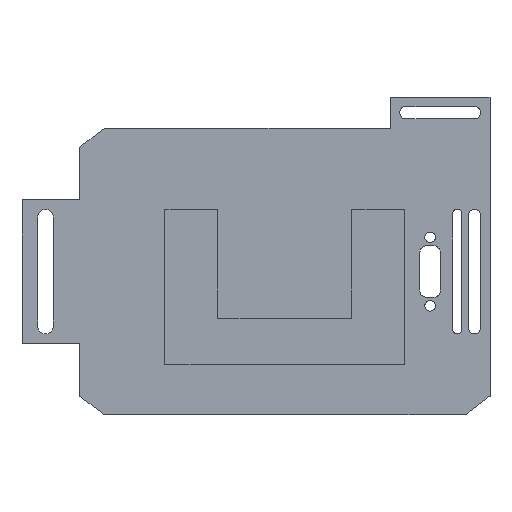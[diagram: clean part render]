
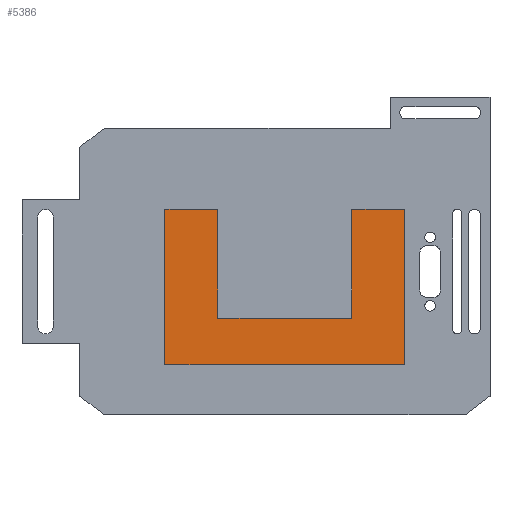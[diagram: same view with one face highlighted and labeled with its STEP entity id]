
A CAD part, top view. The second image highlights one B-rep face of the part: STEP entity #5386.
In plain terms, the highlighted planar face has unit normal (0, 0, 1).
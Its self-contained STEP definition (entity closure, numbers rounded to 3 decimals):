
#4526 = PLANE('',#4527);
#4527 = AXIS2_PLACEMENT_3D('',#4528,#4529,#4530);
#4528 = CARTESIAN_POINT('',(-38.5,-30.,3.));
#4529 = DIRECTION('',(-1.,0.,0.));
#4530 = DIRECTION('',(0.,1.,0.));
#4554 = PLANE('',#4555);
#4555 = AXIS2_PLACEMENT_3D('',#4556,#4557,#4558);
#4556 = CARTESIAN_POINT('',(38.5,-30.,3.));
#4557 = DIRECTION('',(0.,-1.,0.));
#4558 = DIRECTION('',(-1.,0.,0.));
#4582 = PLANE('',#4583);
#4583 = AXIS2_PLACEMENT_3D('',#4584,#4585,#4586);
#4584 = CARTESIAN_POINT('',(38.5,20.,3.));
#4585 = DIRECTION('',(1.,0.,0.));
#4586 = DIRECTION('',(0.,-1.,0.));
#4610 = PLANE('',#4611);
#4611 = AXIS2_PLACEMENT_3D('',#4612,#4613,#4614);
#4612 = CARTESIAN_POINT('',(-38.5,20.,3.));
#4613 = DIRECTION('',(0.,1.,0.));
#4614 = DIRECTION('',(1.,0.,0.));
#4720 = PLANE('',#4721);
#4721 = AXIS2_PLACEMENT_3D('',#4722,#4723,#4724);
#4722 = CARTESIAN_POINT('',(-38.5,20.,3.));
#4723 = DIRECTION('',(0.,1.,0.));
#4724 = DIRECTION('',(1.,0.,0.));
#4844 = VERTEX_POINT('',#4845);
#4845 = CARTESIAN_POINT('',(21.5,20.,5.));
#4859 = PLANE('',#4860);
#4860 = AXIS2_PLACEMENT_3D('',#4861,#4862,#4863);
#4861 = CARTESIAN_POINT('',(21.5,0.,4.5));
#4862 = DIRECTION('',(-1.,-0.,-0.));
#4863 = DIRECTION('',(0.,0.,-1.));
#4871 = EDGE_CURVE('',#4844,#4872,#4874,.T.);
#4872 = VERTEX_POINT('',#4873);
#4873 = CARTESIAN_POINT('',(38.5,20.,5.));
#4874 = SURFACE_CURVE('',#4875,(#4879,#4886),.PCURVE_S1.);
#4875 = LINE('',#4876,#4877);
#4876 = CARTESIAN_POINT('',(-38.5,20.,5.));
#4877 = VECTOR('',#4878,1.);
#4878 = DIRECTION('',(1.,0.,0.));
#4879 = PCURVE('',#4610,#4880);
#4880 = DEFINITIONAL_REPRESENTATION('',(#4881),#4885);
#4881 = LINE('',#4882,#4883);
#4882 = CARTESIAN_POINT('',(0.,-2.));
#4883 = VECTOR('',#4884,1.);
#4884 = DIRECTION('',(1.,0.));
#4885 = ( GEOMETRIC_REPRESENTATION_CONTEXT(2) 
PARAMETRIC_REPRESENTATION_CONTEXT() REPRESENTATION_CONTEXT('2D SPACE',''
  ) );
#4886 = PCURVE('',#4887,#4892);
#4887 = PLANE('',#4888);
#4888 = AXIS2_PLACEMENT_3D('',#4889,#4890,#4891);
#4889 = CARTESIAN_POINT('',(0.,-5.,5.));
#4890 = DIRECTION('',(-0.,-0.,-1.));
#4891 = DIRECTION('',(-1.,0.,0.));
#4892 = DEFINITIONAL_REPRESENTATION('',(#4893),#4897);
#4893 = LINE('',#4894,#4895);
#4894 = CARTESIAN_POINT('',(38.5,25.));
#4895 = VECTOR('',#4896,1.);
#4896 = DIRECTION('',(-1.,0.));
#4897 = ( GEOMETRIC_REPRESENTATION_CONTEXT(2) 
PARAMETRIC_REPRESENTATION_CONTEXT() REPRESENTATION_CONTEXT('2D SPACE',''
  ) );
#4924 = EDGE_CURVE('',#4872,#4925,#4927,.T.);
#4925 = VERTEX_POINT('',#4926);
#4926 = CARTESIAN_POINT('',(38.5,-30.,5.));
#4927 = SURFACE_CURVE('',#4928,(#4932,#4939),.PCURVE_S1.);
#4928 = LINE('',#4929,#4930);
#4929 = CARTESIAN_POINT('',(38.5,20.,5.));
#4930 = VECTOR('',#4931,1.);
#4931 = DIRECTION('',(0.,-1.,0.));
#4932 = PCURVE('',#4582,#4933);
#4933 = DEFINITIONAL_REPRESENTATION('',(#4934),#4938);
#4934 = LINE('',#4935,#4936);
#4935 = CARTESIAN_POINT('',(0.,-2.));
#4936 = VECTOR('',#4937,1.);
#4937 = DIRECTION('',(1.,0.));
#4938 = ( GEOMETRIC_REPRESENTATION_CONTEXT(2) 
PARAMETRIC_REPRESENTATION_CONTEXT() REPRESENTATION_CONTEXT('2D SPACE',''
  ) );
#4939 = PCURVE('',#4887,#4940);
#4940 = DEFINITIONAL_REPRESENTATION('',(#4941),#4945);
#4941 = LINE('',#4942,#4943);
#4942 = CARTESIAN_POINT('',(-38.5,25.));
#4943 = VECTOR('',#4944,1.);
#4944 = DIRECTION('',(0.,-1.));
#4945 = ( GEOMETRIC_REPRESENTATION_CONTEXT(2) 
PARAMETRIC_REPRESENTATION_CONTEXT() REPRESENTATION_CONTEXT('2D SPACE',''
  ) );
#4973 = EDGE_CURVE('',#4925,#4974,#4976,.T.);
#4974 = VERTEX_POINT('',#4975);
#4975 = CARTESIAN_POINT('',(-38.5,-30.,5.));
#4976 = SURFACE_CURVE('',#4977,(#4981,#4988),.PCURVE_S1.);
#4977 = LINE('',#4978,#4979);
#4978 = CARTESIAN_POINT('',(38.5,-30.,5.));
#4979 = VECTOR('',#4980,1.);
#4980 = DIRECTION('',(-1.,0.,0.));
#4981 = PCURVE('',#4554,#4982);
#4982 = DEFINITIONAL_REPRESENTATION('',(#4983),#4987);
#4983 = LINE('',#4984,#4985);
#4984 = CARTESIAN_POINT('',(0.,-2.));
#4985 = VECTOR('',#4986,1.);
#4986 = DIRECTION('',(1.,0.));
#4987 = ( GEOMETRIC_REPRESENTATION_CONTEXT(2) 
PARAMETRIC_REPRESENTATION_CONTEXT() REPRESENTATION_CONTEXT('2D SPACE',''
  ) );
#4988 = PCURVE('',#4887,#4989);
#4989 = DEFINITIONAL_REPRESENTATION('',(#4990),#4994);
#4990 = LINE('',#4991,#4992);
#4991 = CARTESIAN_POINT('',(-38.5,-25.));
#4992 = VECTOR('',#4993,1.);
#4993 = DIRECTION('',(1.,0.));
#4994 = ( GEOMETRIC_REPRESENTATION_CONTEXT(2) 
PARAMETRIC_REPRESENTATION_CONTEXT() REPRESENTATION_CONTEXT('2D SPACE',''
  ) );
#5022 = EDGE_CURVE('',#4974,#5023,#5025,.T.);
#5023 = VERTEX_POINT('',#5024);
#5024 = CARTESIAN_POINT('',(-38.5,20.,5.));
#5025 = SURFACE_CURVE('',#5026,(#5030,#5037),.PCURVE_S1.);
#5026 = LINE('',#5027,#5028);
#5027 = CARTESIAN_POINT('',(-38.5,-30.,5.));
#5028 = VECTOR('',#5029,1.);
#5029 = DIRECTION('',(0.,1.,0.));
#5030 = PCURVE('',#4526,#5031);
#5031 = DEFINITIONAL_REPRESENTATION('',(#5032),#5036);
#5032 = LINE('',#5033,#5034);
#5033 = CARTESIAN_POINT('',(0.,-2.));
#5034 = VECTOR('',#5035,1.);
#5035 = DIRECTION('',(1.,0.));
#5036 = ( GEOMETRIC_REPRESENTATION_CONTEXT(2) 
PARAMETRIC_REPRESENTATION_CONTEXT() REPRESENTATION_CONTEXT('2D SPACE',''
  ) );
#5037 = PCURVE('',#4887,#5038);
#5038 = DEFINITIONAL_REPRESENTATION('',(#5039),#5043);
#5039 = LINE('',#5040,#5041);
#5040 = CARTESIAN_POINT('',(38.5,-25.));
#5041 = VECTOR('',#5042,1.);
#5042 = DIRECTION('',(0.,1.));
#5043 = ( GEOMETRIC_REPRESENTATION_CONTEXT(2) 
PARAMETRIC_REPRESENTATION_CONTEXT() REPRESENTATION_CONTEXT('2D SPACE',''
  ) );
#5072 = EDGE_CURVE('',#5023,#5073,#5075,.T.);
#5073 = VERTEX_POINT('',#5074);
#5074 = CARTESIAN_POINT('',(-21.5,20.,5.));
#5075 = SURFACE_CURVE('',#5076,(#5080,#5087),.PCURVE_S1.);
#5076 = LINE('',#5077,#5078);
#5077 = CARTESIAN_POINT('',(-38.5,20.,5.));
#5078 = VECTOR('',#5079,1.);
#5079 = DIRECTION('',(1.,0.,0.));
#5080 = PCURVE('',#4720,#5081);
#5081 = DEFINITIONAL_REPRESENTATION('',(#5082),#5086);
#5082 = LINE('',#5083,#5084);
#5083 = CARTESIAN_POINT('',(0.,-2.));
#5084 = VECTOR('',#5085,1.);
#5085 = DIRECTION('',(1.,0.));
#5086 = ( GEOMETRIC_REPRESENTATION_CONTEXT(2) 
PARAMETRIC_REPRESENTATION_CONTEXT() REPRESENTATION_CONTEXT('2D SPACE',''
  ) );
#5087 = PCURVE('',#4887,#5088);
#5088 = DEFINITIONAL_REPRESENTATION('',(#5089),#5093);
#5089 = LINE('',#5090,#5091);
#5090 = CARTESIAN_POINT('',(38.5,25.));
#5091 = VECTOR('',#5092,1.);
#5092 = DIRECTION('',(-1.,0.));
#5093 = ( GEOMETRIC_REPRESENTATION_CONTEXT(2) 
PARAMETRIC_REPRESENTATION_CONTEXT() REPRESENTATION_CONTEXT('2D SPACE',''
  ) );
#5111 = PLANE('',#5112);
#5112 = AXIS2_PLACEMENT_3D('',#5113,#5114,#5115);
#5113 = CARTESIAN_POINT('',(-21.5,0.,4.5));
#5114 = DIRECTION('',(1.,0.,0.));
#5115 = DIRECTION('',(0.,0.,1.));
#5259 = PLANE('',#5260);
#5260 = AXIS2_PLACEMENT_3D('',#5261,#5262,#5263);
#5261 = CARTESIAN_POINT('',(0.,-15.,4.5));
#5262 = DIRECTION('',(-0.,-1.,-0.));
#5263 = DIRECTION('',(0.,0.,-1.));
#5342 = EDGE_CURVE('',#5073,#5343,#5345,.T.);
#5343 = VERTEX_POINT('',#5344);
#5344 = CARTESIAN_POINT('',(-21.5,-15.,5.));
#5345 = SURFACE_CURVE('',#5346,(#5350,#5357),.PCURVE_S1.);
#5346 = LINE('',#5347,#5348);
#5347 = CARTESIAN_POINT('',(-21.5,20.,5.));
#5348 = VECTOR('',#5349,1.);
#5349 = DIRECTION('',(0.,-1.,0.));
#5350 = PCURVE('',#5111,#5351);
#5351 = DEFINITIONAL_REPRESENTATION('',(#5352),#5356);
#5352 = LINE('',#5353,#5354);
#5353 = CARTESIAN_POINT('',(0.5,-20.));
#5354 = VECTOR('',#5355,1.);
#5355 = DIRECTION('',(0.,1.));
#5356 = ( GEOMETRIC_REPRESENTATION_CONTEXT(2) 
PARAMETRIC_REPRESENTATION_CONTEXT() REPRESENTATION_CONTEXT('2D SPACE',''
  ) );
#5357 = PCURVE('',#4887,#5358);
#5358 = DEFINITIONAL_REPRESENTATION('',(#5359),#5363);
#5359 = LINE('',#5360,#5361);
#5360 = CARTESIAN_POINT('',(21.5,25.));
#5361 = VECTOR('',#5362,1.);
#5362 = DIRECTION('',(0.,-1.));
#5363 = ( GEOMETRIC_REPRESENTATION_CONTEXT(2) 
PARAMETRIC_REPRESENTATION_CONTEXT() REPRESENTATION_CONTEXT('2D SPACE',''
  ) );
#5386 = ADVANCED_FACE('',(#5387),#4887,.F.);
#5387 = FACE_BOUND('',#5388,.F.);
#5388 = EDGE_LOOP('',(#5389,#5390,#5391,#5392,#5415,#5436,#5437,#5438));
#5389 = ORIENTED_EDGE('',*,*,#5022,.T.);
#5390 = ORIENTED_EDGE('',*,*,#5072,.T.);
#5391 = ORIENTED_EDGE('',*,*,#5342,.T.);
#5392 = ORIENTED_EDGE('',*,*,#5393,.F.);
#5393 = EDGE_CURVE('',#5394,#5343,#5396,.T.);
#5394 = VERTEX_POINT('',#5395);
#5395 = CARTESIAN_POINT('',(21.5,-15.,5.));
#5396 = SURFACE_CURVE('',#5397,(#5401,#5408),.PCURVE_S1.);
#5397 = LINE('',#5398,#5399);
#5398 = CARTESIAN_POINT('',(21.5,-15.,5.));
#5399 = VECTOR('',#5400,1.);
#5400 = DIRECTION('',(-1.,0.,0.));
#5401 = PCURVE('',#4887,#5402);
#5402 = DEFINITIONAL_REPRESENTATION('',(#5403),#5407);
#5403 = LINE('',#5404,#5405);
#5404 = CARTESIAN_POINT('',(-21.5,-10.));
#5405 = VECTOR('',#5406,1.);
#5406 = DIRECTION('',(1.,0.));
#5407 = ( GEOMETRIC_REPRESENTATION_CONTEXT(2) 
PARAMETRIC_REPRESENTATION_CONTEXT() REPRESENTATION_CONTEXT('2D SPACE',''
  ) );
#5408 = PCURVE('',#5259,#5409);
#5409 = DEFINITIONAL_REPRESENTATION('',(#5410),#5414);
#5410 = LINE('',#5411,#5412);
#5411 = CARTESIAN_POINT('',(-0.5,21.5));
#5412 = VECTOR('',#5413,1.);
#5413 = DIRECTION('',(0.,-1.));
#5414 = ( GEOMETRIC_REPRESENTATION_CONTEXT(2) 
PARAMETRIC_REPRESENTATION_CONTEXT() REPRESENTATION_CONTEXT('2D SPACE',''
  ) );
#5415 = ORIENTED_EDGE('',*,*,#5416,.T.);
#5416 = EDGE_CURVE('',#5394,#4844,#5417,.T.);
#5417 = SURFACE_CURVE('',#5418,(#5422,#5429),.PCURVE_S1.);
#5418 = LINE('',#5419,#5420);
#5419 = CARTESIAN_POINT('',(21.5,-20.,5.));
#5420 = VECTOR('',#5421,1.);
#5421 = DIRECTION('',(0.,1.,0.));
#5422 = PCURVE('',#4887,#5423);
#5423 = DEFINITIONAL_REPRESENTATION('',(#5424),#5428);
#5424 = LINE('',#5425,#5426);
#5425 = CARTESIAN_POINT('',(-21.5,-15.));
#5426 = VECTOR('',#5427,1.);
#5427 = DIRECTION('',(0.,1.));
#5428 = ( GEOMETRIC_REPRESENTATION_CONTEXT(2) 
PARAMETRIC_REPRESENTATION_CONTEXT() REPRESENTATION_CONTEXT('2D SPACE',''
  ) );
#5429 = PCURVE('',#4859,#5430);
#5430 = DEFINITIONAL_REPRESENTATION('',(#5431),#5435);
#5431 = LINE('',#5432,#5433);
#5432 = CARTESIAN_POINT('',(-0.5,20.));
#5433 = VECTOR('',#5434,1.);
#5434 = DIRECTION('',(0.,-1.));
#5435 = ( GEOMETRIC_REPRESENTATION_CONTEXT(2) 
PARAMETRIC_REPRESENTATION_CONTEXT() REPRESENTATION_CONTEXT('2D SPACE',''
  ) );
#5436 = ORIENTED_EDGE('',*,*,#4871,.T.);
#5437 = ORIENTED_EDGE('',*,*,#4924,.T.);
#5438 = ORIENTED_EDGE('',*,*,#4973,.T.);
